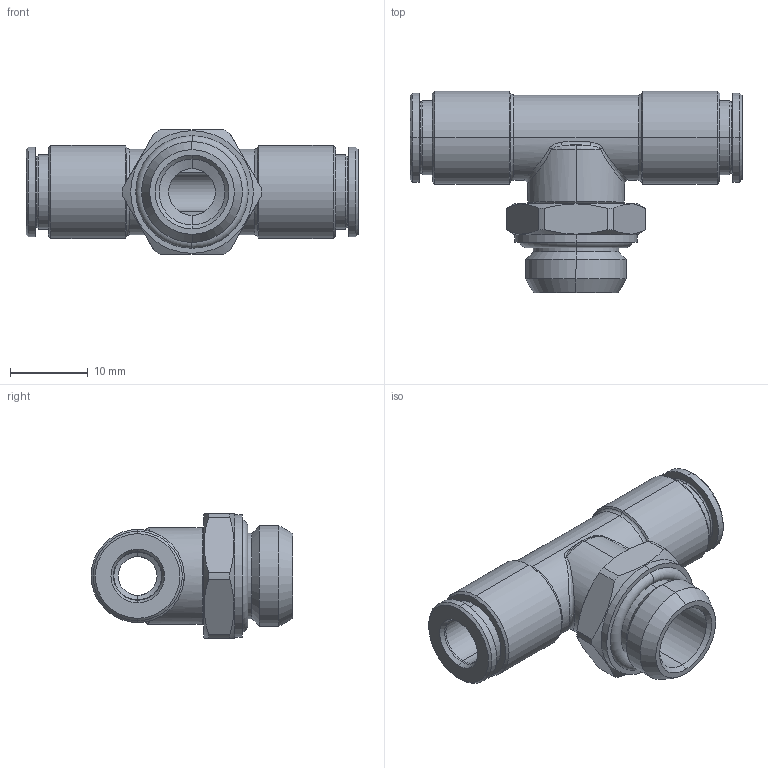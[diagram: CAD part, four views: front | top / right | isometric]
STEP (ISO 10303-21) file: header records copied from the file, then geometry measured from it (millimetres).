
FILE_DESCRIPTION (( 'STEP AP203' ), '1' );
FILE_NAME ('X0110032.STEP', '2016-12-05T16:59:04', ( '' ), ( '' ), 'SwSTEP 2.0', 'SolidWorks 2015', '' );
FILE_SCHEMA (( 'CONFIG_CONTROL_DESIGN' ));
Length unit declared in the file: millimetre
Products named in the file (1): X0110032
Bounding box: 42.8 x 26 x 16 mm (x, y, z)
Volume: 4756 mm3; surface area: 3910.5 mm2
Topology: 1 solids, 1 shells, 123 faces, 269 edges, 155 vertices
Faces by surface type: cylinder 39, cone 37, torus 21, plane 18, bspline 8
Entity records: 4111 total; most frequent: CARTESIAN_POINT 1326, DIRECTION 617, ORIENTED_EDGE 538, EDGE_CURVE 269, AXIS2_PLACEMENT_3D 267, VERTEX_POINT 155, CIRCLE 151, EDGE_LOOP 134
